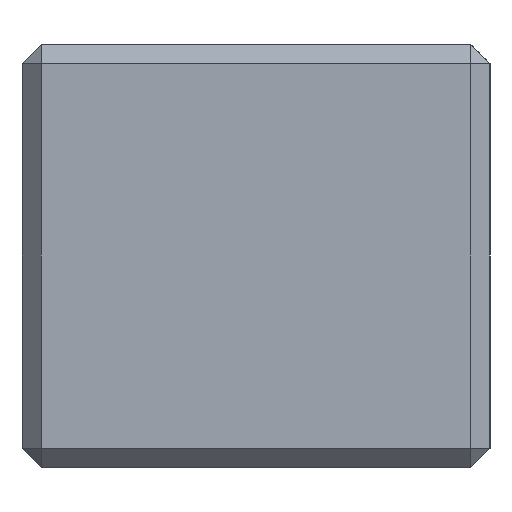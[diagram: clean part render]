
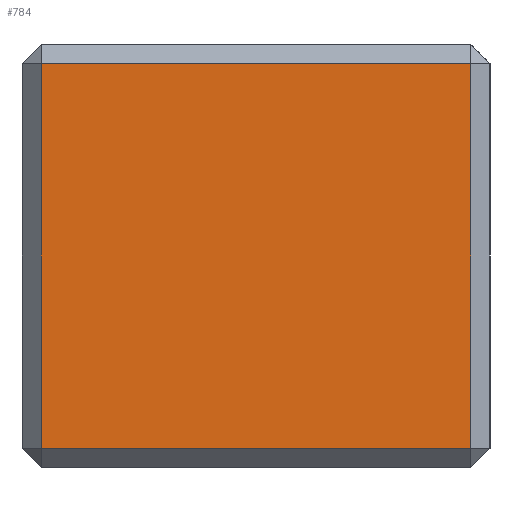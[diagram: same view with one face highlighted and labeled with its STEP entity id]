
A CAD part, left-side view. The second image highlights one B-rep face of the part: STEP entity #784.
In plain terms, the highlighted planar face has unit normal (-1, 0, 0).
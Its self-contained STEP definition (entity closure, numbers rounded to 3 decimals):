
#74=LINE('',#1299,#142);
#90=LINE('',#1329,#158);
#103=LINE('',#1354,#171);
#104=LINE('',#1356,#172);
#142=VECTOR('',#1052,10.);
#158=VECTOR('',#1082,10.);
#171=VECTOR('',#1111,10.);
#172=VECTOR('',#1114,10.);
#198=PLANE('',#883);
#248=FACE_OUTER_BOUND('',#304,.T.);
#304=EDGE_LOOP('',(#711,#712,#713,#714));
#399=VERTEX_POINT('',#1288);
#401=VERTEX_POINT('',#1294);
#403=VERTEX_POINT('',#1303);
#407=VERTEX_POINT('',#1322);
#488=EDGE_CURVE('',#399,#401,#74,.T.);
#504=EDGE_CURVE('',#407,#403,#90,.T.);
#517=EDGE_CURVE('',#401,#407,#103,.T.);
#518=EDGE_CURVE('',#403,#399,#104,.T.);
#711=ORIENTED_EDGE('',*,*,#504,.F.);
#712=ORIENTED_EDGE('',*,*,#517,.F.);
#713=ORIENTED_EDGE('',*,*,#488,.F.);
#714=ORIENTED_EDGE('',*,*,#518,.F.);
#784=ADVANCED_FACE('',(#248),#198,.T.);
#883=AXIS2_PLACEMENT_3D('',#1358,#1117,#1118);
#1052=DIRECTION('',(0.,0.,-1.));
#1082=DIRECTION('',(0.,0.,1.));
#1111=DIRECTION('',(0.,1.,0.));
#1114=DIRECTION('',(0.,-1.,0.));
#1117=DIRECTION('center_axis',(-1.,0.,0.));
#1118=DIRECTION('ref_axis',(0.,1.,0.));
#1288=CARTESIAN_POINT('',(-50.,-5.65,4.263));
#1294=CARTESIAN_POINT('',(-50.,-5.65,-5.85));
#1299=CARTESIAN_POINT('',(-50.,-5.65,0.));
#1303=CARTESIAN_POINT('',(-50.,5.65,4.263));
#1322=CARTESIAN_POINT('',(-50.,5.65,-5.85));
#1329=CARTESIAN_POINT('',(-50.,5.65,0.));
#1354=CARTESIAN_POINT('',(-50.,-3.075,-5.85));
#1356=CARTESIAN_POINT('',(-50.,-3.075,4.263));
#1358=CARTESIAN_POINT('Origin',(-50.,-6.15,0.));
